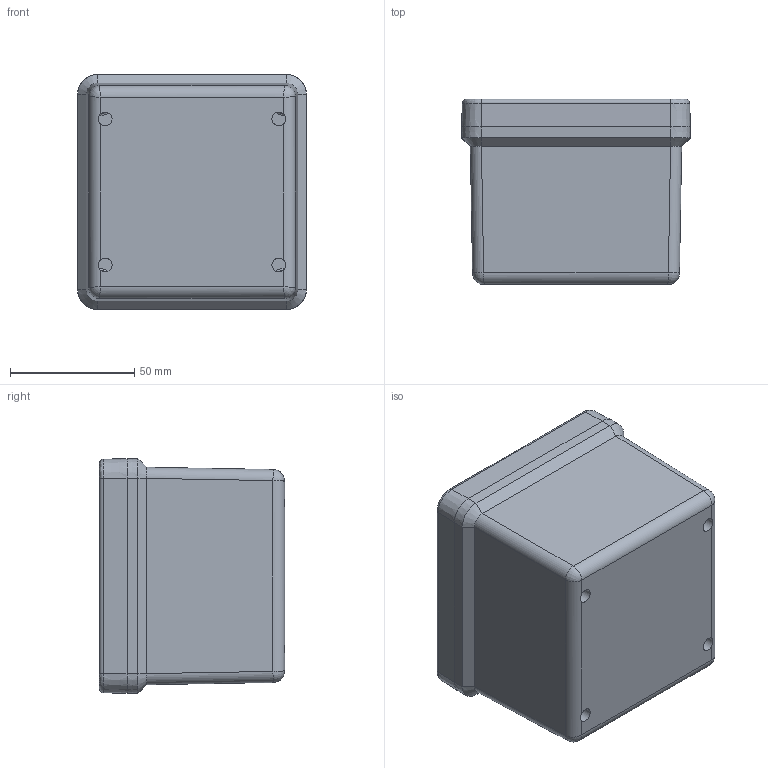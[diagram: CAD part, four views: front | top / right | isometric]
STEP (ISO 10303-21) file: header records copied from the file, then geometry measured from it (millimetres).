
FILE_DESCRIPTION (( 'STEP AP214' ), '1' );
FILE_NAME ('CO332.STEP', '2018-11-08T23:25:43', ( '' ), ( '' ), 'SwSTEP 2.0', 'SolidWorks 2018', '' );
FILE_SCHEMA (( 'AUTOMOTIVE_DESIGN' ));
Length unit declared in the file: inch
Products named in the file (1): CO332
Bounding box: 92.08 x 74.49 x 94.52 mm (x, y, z)
Volume: 177082.5 mm3; surface area: 95850.4 mm2
Topology: 11 solids, 11 shells, 353 faces, 880 edges, 560 vertices
Faces by surface type: plane 153, cylinder 108, bspline 44, cone 40, torus 8
Full cylindrical faces by diameter (mm): 4.039 x4, 4.496 x4, 4.826 x4, 5.556 x8, 6.858 x4, 9.423 x4, 9.525 x4
Entity records: 17621 total; most frequent: CARTESIAN_POINT 4978, ORIENTED_EDGE 1656, DIRECTION 1552, EDGE_CURVE 828, AXIS2_PLACEMENT_3D 574, VERTEX_POINT 552, EDGE_LOOP 434, LINE 404
